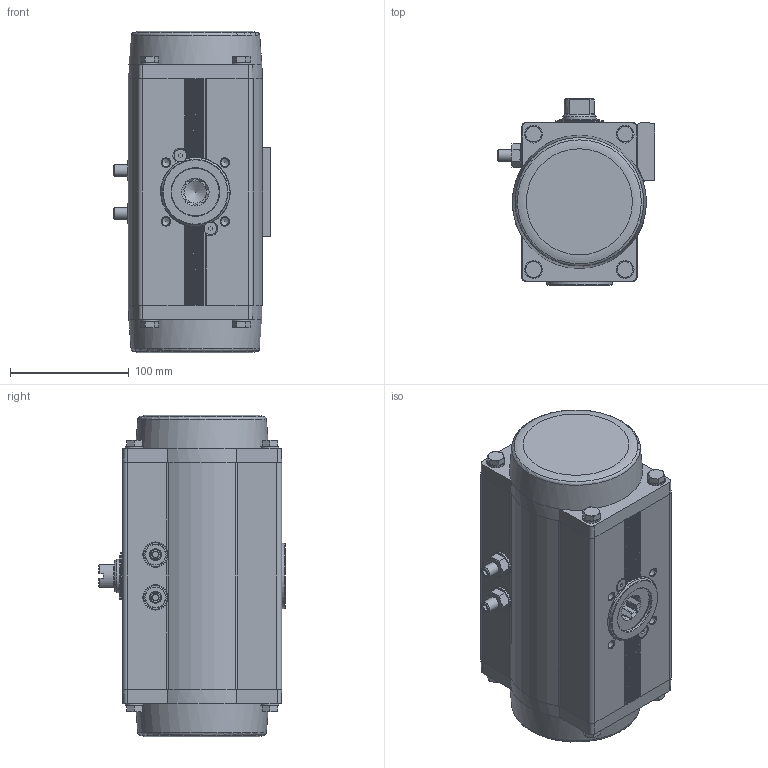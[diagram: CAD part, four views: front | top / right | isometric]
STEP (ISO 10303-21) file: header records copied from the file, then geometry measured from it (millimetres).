
FILE_DESCRIPTION(/* description */ ('STEP AP214'),/* implementation_level */ '2;1');
FILE_NAME(/* name */ '8144436_DFPD-160-RP-90-RS45-F07-17-R3-C',/* time_stamp */ '2024-08-15T17:16:02+02:00',/* author */ ('License CC BY-ND 4.0'),/* organization */ ('CADENAS'),/* preprocessor_version */ 'ST-DEVELOPER v19.3',/* originating_system */ 'PARTsolutions',/* authorisation */ ' ');
FILE_SCHEMA (('AUTOMOTIVE_DESIGN {1 0 10303 214 3 1 1}'));
Length unit declared in the file: millimetre
Products named in the file (7): 8144436 DFPD-160-RP-90-RS45-F07-17-R3-C---(0); 8042189 DFPD-160-90-RS-F07-C-----(housing); 8042189 DFPD-160(F07-17_0)---(shaft); 4131243 SCHEIBE 10.2X20X2-1.4301; DIN 934 - M10(F); 5190463 DFPD-160-C--(adj); 8101071 DFPD-CTR-F07--(ctr)
Assembly tree (9 placements, depth 2):
  8144436 DFPD-160-RP-90-RS45-F07-17-R3-C---(0)
    8042189 DFPD-160-90-RS-F07-C-----(housing)
    8042189 DFPD-160(F07-17_0)---(shaft)
    4131243 SCHEIBE 10.2X20X2-1.4301  x2
    DIN 934 - M10(F)  x2
    5190463 DFPD-160-C--(adj)  x2
    8101071 DFPD-CTR-F07--(ctr)
Bounding box: 132.67 x 157 x 270.9 mm (x, y, z)
Volume: 3509139.5 mm3; surface area: 212460 mm2
Topology: 9 solids, 9 shells, 655 faces, 1538 edges, 960 vertices
Faces by surface type: plane 339, cone 140, cylinder 136, torus 38, sphere 2
Full cylindrical faces by diameter (mm): 2 x2, 4.134 x8, 4.917 x1, 6.647 x4, 8.376 x4, 8.5 x2, 10 x4, 10.2 x2, 10.57 x2, 11.445 x2, 12.8 x1, 14.8 x2, 15 x8, 20 x2, 21 x2, 24 x1, 28 x3, 33.2 x1, 34 x2, 40 x3, 41 x1, 44.5 x2, 45 x2, 46 x1, 55 x1, 58 x2
Entity records: 17337 total; most frequent: CARTESIAN_POINT 3631, DIRECTION 2801, ORIENTED_EDGE 2584, EDGE_CURVE 1292, AXIS2_PLACEMENT_3D 1113, VERTEX_POINT 895, FACE_BOUND 855, EDGE_LOOP 845
